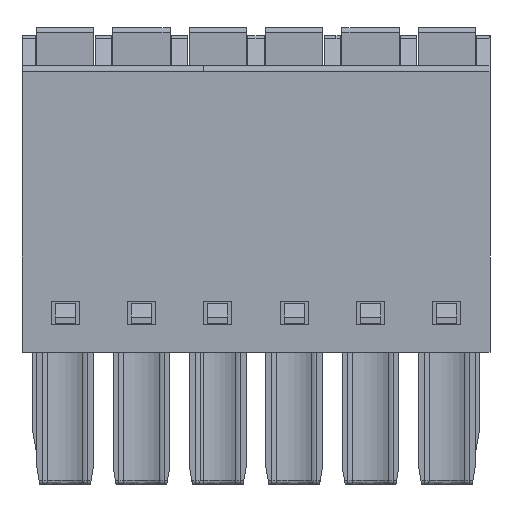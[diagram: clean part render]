
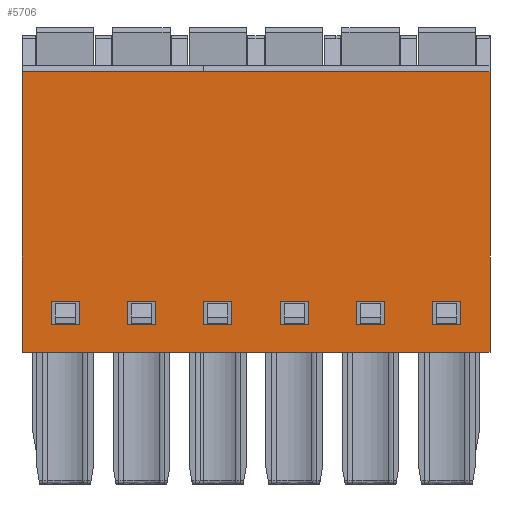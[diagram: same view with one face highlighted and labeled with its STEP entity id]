
A CAD part, front view. The second image highlights one B-rep face of the part: STEP entity #5706.
In plain terms, the highlighted planar face has unit normal (0, -1, 0).
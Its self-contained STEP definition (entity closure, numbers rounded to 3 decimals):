
#5434=CARTESIAN_POINT('',(44.06,-2.05,-0.3));
#5435=VERTEX_POINT('',#5434);
#5444=CARTESIAN_POINT('',(29.78,-2.05,-0.3));
#5445=VERTEX_POINT('',#5444);
#5454=CARTESIAN_POINT('',(44.06,-2.05,-0.3));
#5455=DIRECTION('',(-1.,0.,0.));
#5456=VECTOR('',#5455,14.28);
#5457=LINE('',#5454,#5456);
#5458=EDGE_CURVE('',#5435,#5445,#5457,.T.);
#5463=CARTESIAN_POINT('',(32.385,-2.05,-7.295));
#5464=DIRECTION('',(0.,0.,-1.));
#5465=DIRECTION('',(0.,-1.,0.));
#5466=AXIS2_PLACEMENT_3D('',#5463,#5465,#5464);
#5467=PLANE('',#5466);
#5468=CARTESIAN_POINT('',(44.06,-2.05,-14.3));
#5469=VERTEX_POINT('',#5468);
#5470=CARTESIAN_POINT('',(44.06,-2.05,-0.3));
#5471=DIRECTION('',(0.,0.,-1.));
#5472=VECTOR('',#5471,14.);
#5473=LINE('',#5470,#5472);
#5474=EDGE_CURVE('',#5435,#5469,#5473,.T.);
#5475=ORIENTED_EDGE('',*,*,#5474,.F.);
#5476=ORIENTED_EDGE('',*,*,#5458,.T.);
#5477=CARTESIAN_POINT('',(20.71,-2.05,-0.3));
#5478=VERTEX_POINT('',#5477);
#5479=CARTESIAN_POINT('',(20.71,-2.05,-0.3));
#5480=CARTESIAN_POINT('',(22.944,-2.05,-0.3));
#5481=CARTESIAN_POINT('',(26.452,-2.05,-0.3));
#5482=CARTESIAN_POINT('',(29.78,-2.05,-0.3));
#5483=B_SPLINE_CURVE_WITH_KNOTS('',3,(#5479,#5480,#5481,#5482),.UNSPECIFIED.,.F.,.U.,(4,4),(0.,0.57),.UNSPECIFIED.);
#5484=EDGE_CURVE('',#5478,#5445,#5483,.T.);
#5485=ORIENTED_EDGE('',*,*,#5484,.F.);
#5486=CARTESIAN_POINT('',(20.71,-2.05,-14.3));
#5487=VERTEX_POINT('',#5486);
#5488=CARTESIAN_POINT('',(20.71,-2.05,-14.3));
#5489=DIRECTION('',(0.,0.,1.));
#5490=VECTOR('',#5489,14.);
#5491=LINE('',#5488,#5490);
#5492=EDGE_CURVE('',#5487,#5478,#5491,.T.);
#5493=ORIENTED_EDGE('',*,*,#5492,.F.);
#5494=CARTESIAN_POINT('',(20.71,-2.05,-14.3));
#5495=DIRECTION('',(1.,0.,0.));
#5496=VECTOR('',#5495,23.35);
#5497=LINE('',#5494,#5496);
#5498=EDGE_CURVE('',#5487,#5469,#5497,.T.);
#5499=ORIENTED_EDGE('',*,*,#5498,.T.);
#5500=EDGE_LOOP('',(#5475,#5476,#5485,#5493,#5499));
#5501=FACE_OUTER_BOUND('',#5500,.T.);
#5502=CARTESIAN_POINT('',(31.18,-2.05,-11.75));
#5503=VERTEX_POINT('',#5502);
#5504=CARTESIAN_POINT('',(29.78,-2.05,-11.75));
#5505=VERTEX_POINT('',#5504);
#5506=CARTESIAN_POINT('',(31.18,-2.05,-11.75));
#5507=DIRECTION('',(-1.,0.,0.));
#5508=VECTOR('',#5507,1.4);
#5509=LINE('',#5506,#5508);
#5510=EDGE_CURVE('',#5503,#5505,#5509,.T.);
#5511=ORIENTED_EDGE('',*,*,#5510,.F.);
#5512=CARTESIAN_POINT('',(31.18,-2.05,-12.9));
#5513=VERTEX_POINT('',#5512);
#5514=CARTESIAN_POINT('',(31.18,-2.05,-12.9));
#5515=DIRECTION('',(0.,0.,1.));
#5516=VECTOR('',#5515,1.15);
#5517=LINE('',#5514,#5516);
#5518=EDGE_CURVE('',#5513,#5503,#5517,.T.);
#5519=ORIENTED_EDGE('',*,*,#5518,.F.);
#5520=CARTESIAN_POINT('',(29.78,-2.05,-12.9));
#5521=VERTEX_POINT('',#5520);
#5522=CARTESIAN_POINT('',(29.78,-2.05,-12.9));
#5523=DIRECTION('',(1.,0.,0.));
#5524=VECTOR('',#5523,1.4);
#5525=LINE('',#5522,#5524);
#5526=EDGE_CURVE('',#5521,#5513,#5525,.T.);
#5527=ORIENTED_EDGE('',*,*,#5526,.F.);
#5528=CARTESIAN_POINT('',(29.78,-2.05,-11.75));
#5529=DIRECTION('',(0.,0.,-1.));
#5530=VECTOR('',#5529,1.15);
#5531=LINE('',#5528,#5530);
#5532=EDGE_CURVE('',#5505,#5521,#5531,.T.);
#5533=ORIENTED_EDGE('',*,*,#5532,.F.);
#5534=EDGE_LOOP('',(#5511,#5519,#5527,#5533));
#5535=FACE_BOUND('',#5534,.T.);
#5536=CARTESIAN_POINT('',(23.56,-2.05,-11.75));
#5537=VERTEX_POINT('',#5536);
#5538=CARTESIAN_POINT('',(22.16,-2.05,-11.75));
#5539=VERTEX_POINT('',#5538);
#5540=CARTESIAN_POINT('',(23.56,-2.05,-11.75));
#5541=DIRECTION('',(-1.,0.,0.));
#5542=VECTOR('',#5541,1.4);
#5543=LINE('',#5540,#5542);
#5544=EDGE_CURVE('',#5537,#5539,#5543,.T.);
#5545=ORIENTED_EDGE('',*,*,#5544,.F.);
#5546=CARTESIAN_POINT('',(23.56,-2.05,-12.9));
#5547=VERTEX_POINT('',#5546);
#5548=CARTESIAN_POINT('',(23.56,-2.05,-12.9));
#5549=DIRECTION('',(0.,0.,1.));
#5550=VECTOR('',#5549,1.15);
#5551=LINE('',#5548,#5550);
#5552=EDGE_CURVE('',#5547,#5537,#5551,.T.);
#5553=ORIENTED_EDGE('',*,*,#5552,.F.);
#5554=CARTESIAN_POINT('',(22.16,-2.05,-12.9));
#5555=VERTEX_POINT('',#5554);
#5556=CARTESIAN_POINT('',(22.16,-2.05,-12.9));
#5557=DIRECTION('',(1.,0.,0.));
#5558=VECTOR('',#5557,1.4);
#5559=LINE('',#5556,#5558);
#5560=EDGE_CURVE('',#5555,#5547,#5559,.T.);
#5561=ORIENTED_EDGE('',*,*,#5560,.F.);
#5562=CARTESIAN_POINT('',(22.16,-2.05,-11.75));
#5563=DIRECTION('',(0.,0.,-1.));
#5564=VECTOR('',#5563,1.15);
#5565=LINE('',#5562,#5564);
#5566=EDGE_CURVE('',#5539,#5555,#5565,.T.);
#5567=ORIENTED_EDGE('',*,*,#5566,.F.);
#5568=EDGE_LOOP('',(#5545,#5553,#5561,#5567));
#5569=FACE_BOUND('',#5568,.T.);
#5570=CARTESIAN_POINT('',(27.37,-2.05,-11.75));
#5571=VERTEX_POINT('',#5570);
#5572=CARTESIAN_POINT('',(25.97,-2.05,-11.75));
#5573=VERTEX_POINT('',#5572);
#5574=CARTESIAN_POINT('',(27.37,-2.05,-11.75));
#5575=DIRECTION('',(-1.,0.,0.));
#5576=VECTOR('',#5575,1.4);
#5577=LINE('',#5574,#5576);
#5578=EDGE_CURVE('',#5571,#5573,#5577,.T.);
#5579=ORIENTED_EDGE('',*,*,#5578,.F.);
#5580=CARTESIAN_POINT('',(27.37,-2.05,-12.9));
#5581=VERTEX_POINT('',#5580);
#5582=CARTESIAN_POINT('',(27.37,-2.05,-12.9));
#5583=DIRECTION('',(0.,0.,1.));
#5584=VECTOR('',#5583,1.15);
#5585=LINE('',#5582,#5584);
#5586=EDGE_CURVE('',#5581,#5571,#5585,.T.);
#5587=ORIENTED_EDGE('',*,*,#5586,.F.);
#5588=CARTESIAN_POINT('',(25.97,-2.05,-12.9));
#5589=VERTEX_POINT('',#5588);
#5590=CARTESIAN_POINT('',(25.97,-2.05,-12.9));
#5591=DIRECTION('',(1.,0.,0.));
#5592=VECTOR('',#5591,1.4);
#5593=LINE('',#5590,#5592);
#5594=EDGE_CURVE('',#5589,#5581,#5593,.T.);
#5595=ORIENTED_EDGE('',*,*,#5594,.F.);
#5596=CARTESIAN_POINT('',(25.97,-2.05,-11.75));
#5597=DIRECTION('',(0.,0.,-1.));
#5598=VECTOR('',#5597,1.15);
#5599=LINE('',#5596,#5598);
#5600=EDGE_CURVE('',#5573,#5589,#5599,.T.);
#5601=ORIENTED_EDGE('',*,*,#5600,.F.);
#5602=EDGE_LOOP('',(#5579,#5587,#5595,#5601));
#5603=FACE_BOUND('',#5602,.T.);
#5604=CARTESIAN_POINT('',(34.99,-2.05,-11.75));
#5605=VERTEX_POINT('',#5604);
#5606=CARTESIAN_POINT('',(33.59,-2.05,-11.75));
#5607=VERTEX_POINT('',#5606);
#5608=CARTESIAN_POINT('',(34.99,-2.05,-11.75));
#5609=DIRECTION('',(-1.,0.,0.));
#5610=VECTOR('',#5609,1.4);
#5611=LINE('',#5608,#5610);
#5612=EDGE_CURVE('',#5605,#5607,#5611,.T.);
#5613=ORIENTED_EDGE('',*,*,#5612,.F.);
#5614=CARTESIAN_POINT('',(34.99,-2.05,-12.9));
#5615=VERTEX_POINT('',#5614);
#5616=CARTESIAN_POINT('',(34.99,-2.05,-12.9));
#5617=DIRECTION('',(0.,0.,1.));
#5618=VECTOR('',#5617,1.15);
#5619=LINE('',#5616,#5618);
#5620=EDGE_CURVE('',#5615,#5605,#5619,.T.);
#5621=ORIENTED_EDGE('',*,*,#5620,.F.);
#5622=CARTESIAN_POINT('',(33.59,-2.05,-12.9));
#5623=VERTEX_POINT('',#5622);
#5624=CARTESIAN_POINT('',(33.59,-2.05,-12.9));
#5625=DIRECTION('',(1.,0.,0.));
#5626=VECTOR('',#5625,1.4);
#5627=LINE('',#5624,#5626);
#5628=EDGE_CURVE('',#5623,#5615,#5627,.T.);
#5629=ORIENTED_EDGE('',*,*,#5628,.F.);
#5630=CARTESIAN_POINT('',(33.59,-2.05,-11.75));
#5631=DIRECTION('',(0.,0.,-1.));
#5632=VECTOR('',#5631,1.15);
#5633=LINE('',#5630,#5632);
#5634=EDGE_CURVE('',#5607,#5623,#5633,.T.);
#5635=ORIENTED_EDGE('',*,*,#5634,.F.);
#5636=EDGE_LOOP('',(#5613,#5621,#5629,#5635));
#5637=FACE_BOUND('',#5636,.T.);
#5638=CARTESIAN_POINT('',(38.8,-2.05,-11.75));
#5639=VERTEX_POINT('',#5638);
#5640=CARTESIAN_POINT('',(37.4,-2.05,-11.75));
#5641=VERTEX_POINT('',#5640);
#5642=CARTESIAN_POINT('',(38.8,-2.05,-11.75));
#5643=DIRECTION('',(-1.,0.,0.));
#5644=VECTOR('',#5643,1.4);
#5645=LINE('',#5642,#5644);
#5646=EDGE_CURVE('',#5639,#5641,#5645,.T.);
#5647=ORIENTED_EDGE('',*,*,#5646,.F.);
#5648=CARTESIAN_POINT('',(38.8,-2.05,-12.9));
#5649=VERTEX_POINT('',#5648);
#5650=CARTESIAN_POINT('',(38.8,-2.05,-12.9));
#5651=DIRECTION('',(0.,0.,1.));
#5652=VECTOR('',#5651,1.15);
#5653=LINE('',#5650,#5652);
#5654=EDGE_CURVE('',#5649,#5639,#5653,.T.);
#5655=ORIENTED_EDGE('',*,*,#5654,.F.);
#5656=CARTESIAN_POINT('',(37.4,-2.05,-12.9));
#5657=VERTEX_POINT('',#5656);
#5658=CARTESIAN_POINT('',(37.4,-2.05,-12.9));
#5659=DIRECTION('',(1.,0.,0.));
#5660=VECTOR('',#5659,1.4);
#5661=LINE('',#5658,#5660);
#5662=EDGE_CURVE('',#5657,#5649,#5661,.T.);
#5663=ORIENTED_EDGE('',*,*,#5662,.F.);
#5664=CARTESIAN_POINT('',(37.4,-2.05,-11.75));
#5665=DIRECTION('',(0.,0.,-1.));
#5666=VECTOR('',#5665,1.15);
#5667=LINE('',#5664,#5666);
#5668=EDGE_CURVE('',#5641,#5657,#5667,.T.);
#5669=ORIENTED_EDGE('',*,*,#5668,.F.);
#5670=EDGE_LOOP('',(#5647,#5655,#5663,#5669));
#5671=FACE_BOUND('',#5670,.T.);
#5672=CARTESIAN_POINT('',(42.61,-2.05,-11.75));
#5673=VERTEX_POINT('',#5672);
#5674=CARTESIAN_POINT('',(41.21,-2.05,-11.75));
#5675=VERTEX_POINT('',#5674);
#5676=CARTESIAN_POINT('',(42.61,-2.05,-11.75));
#5677=DIRECTION('',(-1.,0.,0.));
#5678=VECTOR('',#5677,1.4);
#5679=LINE('',#5676,#5678);
#5680=EDGE_CURVE('',#5673,#5675,#5679,.T.);
#5681=ORIENTED_EDGE('',*,*,#5680,.F.);
#5682=CARTESIAN_POINT('',(42.61,-2.05,-12.9));
#5683=VERTEX_POINT('',#5682);
#5684=CARTESIAN_POINT('',(42.61,-2.05,-12.9));
#5685=DIRECTION('',(0.,0.,1.));
#5686=VECTOR('',#5685,1.15);
#5687=LINE('',#5684,#5686);
#5688=EDGE_CURVE('',#5683,#5673,#5687,.T.);
#5689=ORIENTED_EDGE('',*,*,#5688,.F.);
#5690=CARTESIAN_POINT('',(41.21,-2.05,-12.9));
#5691=VERTEX_POINT('',#5690);
#5692=CARTESIAN_POINT('',(41.21,-2.05,-12.9));
#5693=DIRECTION('',(1.,0.,0.));
#5694=VECTOR('',#5693,1.4);
#5695=LINE('',#5692,#5694);
#5696=EDGE_CURVE('',#5691,#5683,#5695,.T.);
#5697=ORIENTED_EDGE('',*,*,#5696,.F.);
#5698=CARTESIAN_POINT('',(41.21,-2.05,-11.75));
#5699=DIRECTION('',(0.,0.,-1.));
#5700=VECTOR('',#5699,1.15);
#5701=LINE('',#5698,#5700);
#5702=EDGE_CURVE('',#5675,#5691,#5701,.T.);
#5703=ORIENTED_EDGE('',*,*,#5702,.F.);
#5704=EDGE_LOOP('',(#5681,#5689,#5697,#5703));
#5705=FACE_BOUND('',#5704,.T.);
#5706=ADVANCED_FACE('',(#5501,#5535,#5569,#5603,#5637,#5671,#5705),#5467,.T.);
